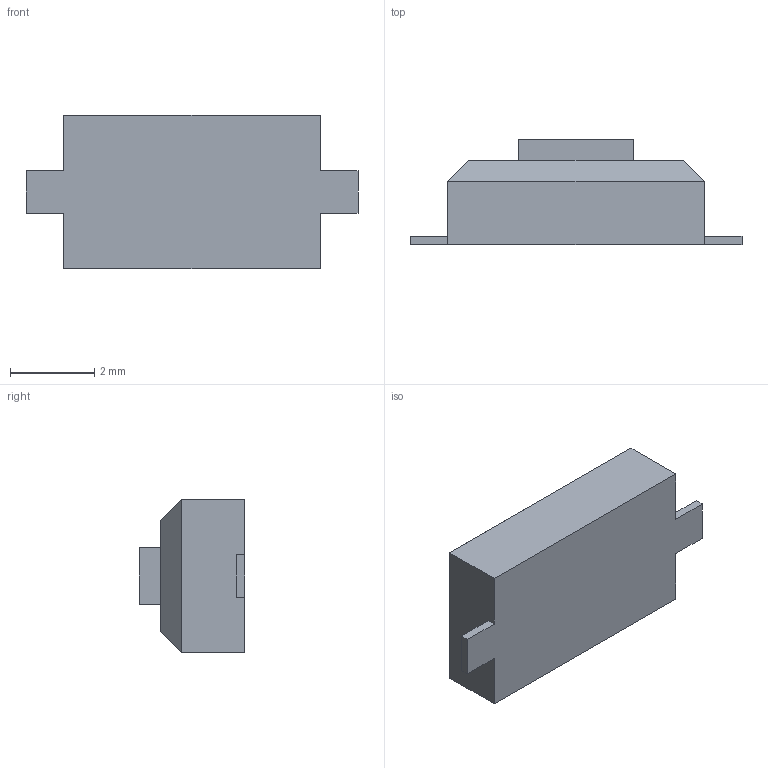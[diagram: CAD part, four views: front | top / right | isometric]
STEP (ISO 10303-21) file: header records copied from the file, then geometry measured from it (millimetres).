
FILE_DESCRIPTION (( 'STEP AP214' ), '1' );
FILE_NAME ('User Library-smd buttonm 8mm.STEP', '2020-08-29T01:44:31', ( '' ), ( '' ), 'SwSTEP 2.0', 'SolidWorks 2020', '' );
FILE_SCHEMA (( 'AUTOMOTIVE_DESIGN' ));
Length unit declared in the file: millimetre
Products named in the file (1): User Library-smd buttonm 8mm
Bounding box: 7.9 x 2.5 x 3.65 mm (x, y, z)
Volume: 44.5 mm3; surface area: 85.8 mm2
Topology: 1 solids, 1 shells, 23 faces, 56 edges, 36 vertices
Faces by surface type: plane 23
Entity records: 780 total; most frequent: CARTESIAN_POINT 116, ORIENTED_EDGE 112, DIRECTION 104, LINE 56, EDGE_CURVE 56, VECTOR 56, VERTEX_POINT 36, EDGE_LOOP 24
